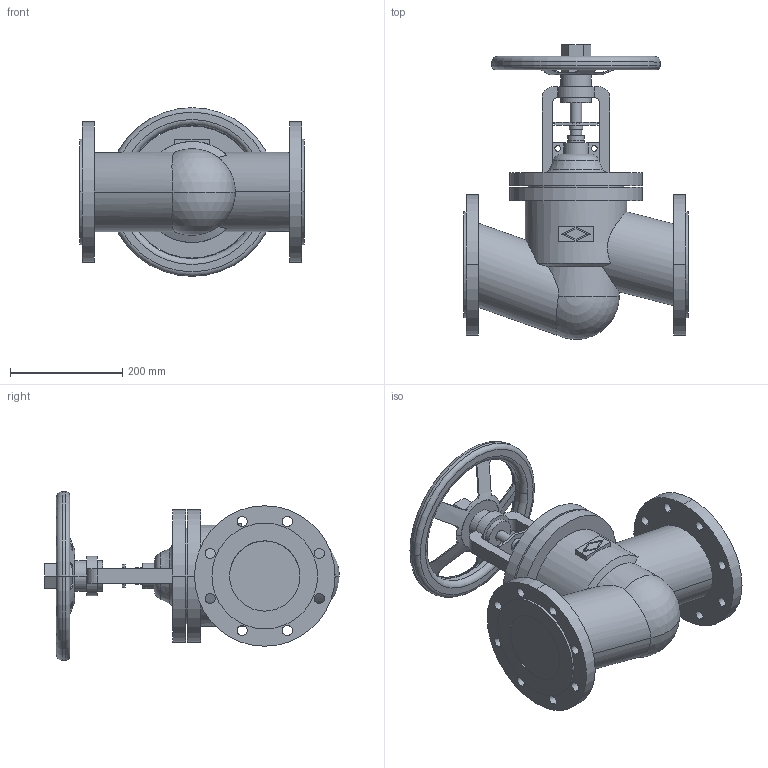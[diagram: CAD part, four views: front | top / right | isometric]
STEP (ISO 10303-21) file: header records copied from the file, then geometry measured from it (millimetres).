
FILE_DESCRIPTION(('OneSpaceDesigner STEP Export'),'2;1');
FILE_NAME('c000003693.stp','2009-06-16T11:30:21',(''),(''),'OneSpace Designer STEP processor for AP214 (Solid Model)','OneSpace Modeling 15.50B 03-Nov-2007 (C) CoCreate Software GmbH','');
FILE_SCHEMA(('AUTOMOTIVE_DESIGN { 1 0 10303 214 1 1 1 1 }'));
Length unit declared in the file: millimetre
Products named in the file (1): 1
Bounding box: 400 x 524.7 x 300 mm (x, y, z)
Volume: 13865453.5 mm3; surface area: 742723.2 mm2
Topology: 1 solids, 1 shells, 232 faces, 631 edges, 415 vertices
Faces by surface type: cylinder 126, plane 82, torus 14, cone 8, sphere 2
Entity records: 13973 total; most frequent: CARTESIAN_POINT 6750, ORIENTED_EDGE 1258, DIRECTION 948, EDGE_CURVE 629, VERTEX_POINT 415, AXIS2_PLACEMENT_3D 350, EDGE_LOOP 298, VECTOR 248
